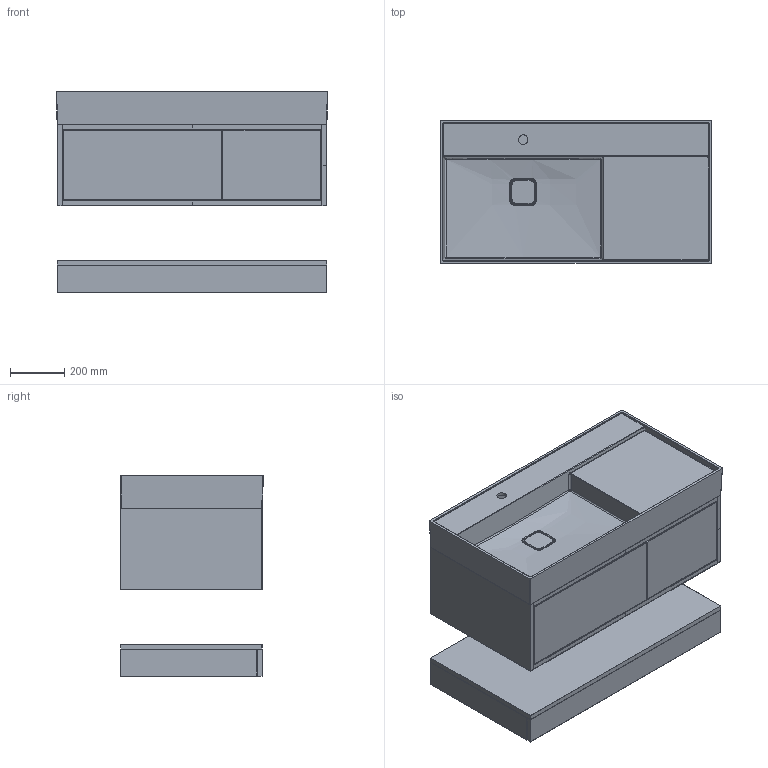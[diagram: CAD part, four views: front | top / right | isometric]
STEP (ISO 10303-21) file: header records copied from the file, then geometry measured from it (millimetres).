
FILE_DESCRIPTION(/* description */ ('STEP AP214'),/* implementation_level */ '2;1');
FILE_NAME(/* name */ 'Сборка 1000.stp',/* time_stamp */ '2025-07-30T12:40:27+03:00',/* author */ ('ya'),/* organization */ (''),/* preprocessor_version */ 'ST-DEVELOPER v18.1',/* originating_system */ 'Autodesk Inventor 2022',/* authorisation */ '');
FILE_SCHEMA (('AUTOMOTIVE_DESIGN { 1 0 10303 214 3 1 1 }'));
Products named in the file (3): Сборка 1000; Soul 1000; soul 1000t
Assembly tree (2 placements, depth 2):
  Сборка 1000
    Soul 1000
    soul 1000t
Bounding box: 1000 x 525 x 738 mm (x, y, z)
Volume: 59440405.2 mm3; surface area: 8804475.8 mm2
Topology: 46 solids, 46 shells, 702 faces, 1637 edges, 982 vertices
Faces by surface type: plane 417, bspline 130, cylinder 112, sphere 22, torus 14, cone 7
Full cylindrical faces by diameter (mm): 6 x4, 10 x4, 35 x1
Entity records: 46063 total; most frequent: CARTESIAN_POINT 30913, ORIENTED_EDGE 3214, DIRECTION 2830, EDGE_CURVE 1607, LINE 1050, VECTOR 1050, VERTEX_POINT 982, AXIS2_PLACEMENT_3D 890
